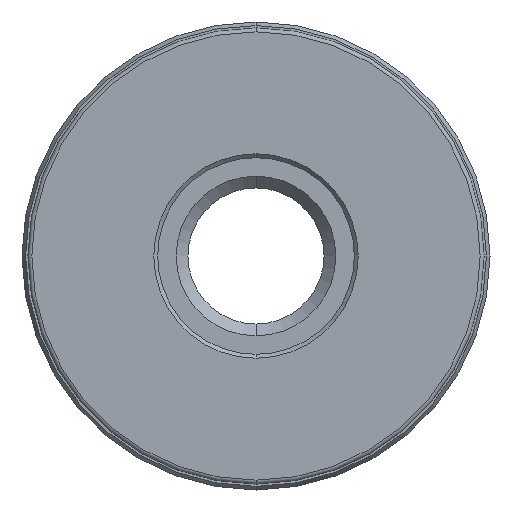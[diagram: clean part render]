
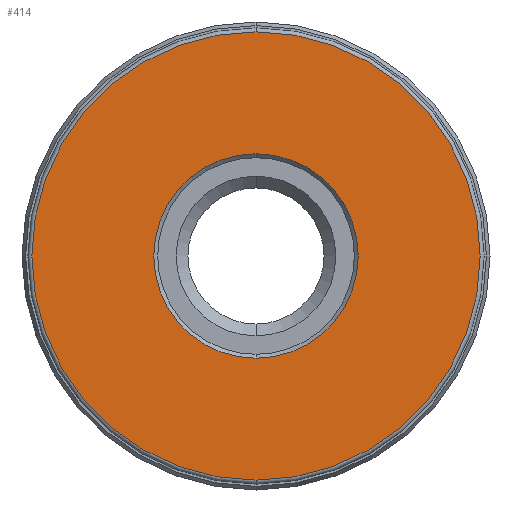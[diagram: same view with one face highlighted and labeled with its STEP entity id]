
A CAD part, front view. The second image highlights one B-rep face of the part: STEP entity #414.
In plain terms, the highlighted planar face has unit normal (0, -1, 0).
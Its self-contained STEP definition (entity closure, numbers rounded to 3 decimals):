
#20 = CARTESIAN_POINT ( 'NONE',  ( 0., 0., 13. ) ) ;
#50 = DIRECTION ( 'NONE',  ( 0., 0., 1. ) ) ;
#56 = PLANE ( 'NONE',  #1284 ) ;
#66 = CARTESIAN_POINT ( 'NONE',  ( -12.5, 0., 0. ) ) ;
#78 = VERTEX_POINT ( 'NONE', #801 ) ;
#99 = DIRECTION ( 'NONE',  ( 0., 1., 0. ) ) ;
#118 = EDGE_LOOP ( 'NONE', ( #499, #455 ) ) ;
#134 = VERTEX_POINT ( 'NONE', #639 ) ;
#225 = DIRECTION ( 'NONE',  ( 0., 0., 1. ) ) ;
#248 = DIRECTION ( 'NONE',  ( 0., 1., 0. ) ) ;
#284 = CARTESIAN_POINT ( 'NONE',  ( 0., 0., 0. ) ) ;
#296 = CARTESIAN_POINT ( 'NONE',  ( 0., 0., 0. ) ) ;
#400 = CIRCLE ( 'NONE', #1267, 28.5 ) ;
#414 = ADVANCED_FACE ( 'NONE', ( #862, #491 ), #56, .F. ) ;
#437 = DIRECTION ( 'NONE',  ( 0., 0., -1. ) ) ;
#455 = ORIENTED_EDGE ( 'NONE', *, *, #621, .T. ) ;
#460 = DIRECTION ( 'NONE',  ( 0., -1., 0. ) ) ;
#465 = EDGE_CURVE ( 'NONE', #78, #964, #400, .T. ) ;
#480 = DIRECTION ( 'NONE',  ( 0., 0., 1. ) ) ;
#489 = EDGE_CURVE ( 'NONE', #134, #702, #1015, .T. ) ;
#491 = FACE_OUTER_BOUND ( 'NONE', #118, .T. ) ;
#499 = ORIENTED_EDGE ( 'NONE', *, *, #465, .T. ) ;
#519 = ORIENTED_EDGE ( 'NONE', *, *, #673, .T. ) ;
#532 = ORIENTED_EDGE ( 'NONE', *, *, #489, .T. ) ;
#556 = CIRCLE ( 'NONE', #839, 28.5 ) ;
#621 = EDGE_CURVE ( 'NONE', #964, #78, #556, .T. ) ;
#628 = CARTESIAN_POINT ( 'NONE',  ( 0., 0., 0. ) ) ;
#639 = CARTESIAN_POINT ( 'NONE',  ( 0., 0., -13. ) ) ;
#668 = AXIS2_PLACEMENT_3D ( 'NONE', #284, #248, #225 ) ;
#673 = EDGE_CURVE ( 'NONE', #702, #134, #1211, .T. ) ;
#702 = VERTEX_POINT ( 'NONE', #20 ) ;
#801 = CARTESIAN_POINT ( 'NONE',  ( 0., 0., -28.5 ) ) ;
#839 = AXIS2_PLACEMENT_3D ( 'NONE', #897, #886, #868 ) ;
#846 = DIRECTION ( 'NONE',  ( 0., 1., 0. ) ) ;
#862 = FACE_BOUND ( 'NONE', #1012, .T. ) ;
#868 = DIRECTION ( 'NONE',  ( 0., 0., -1. ) ) ;
#886 = DIRECTION ( 'NONE',  ( 0., -1., 0. ) ) ;
#897 = CARTESIAN_POINT ( 'NONE',  ( 0., 0., 0. ) ) ;
#964 = VERTEX_POINT ( 'NONE', #1259 ) ;
#1012 = EDGE_LOOP ( 'NONE', ( #532, #519 ) ) ;
#1015 = CIRCLE ( 'NONE', #1110, 13. ) ;
#1110 = AXIS2_PLACEMENT_3D ( 'NONE', #628, #846, #480 ) ;
#1211 = CIRCLE ( 'NONE', #668, 13. ) ;
#1259 = CARTESIAN_POINT ( 'NONE',  ( 0., 0., 28.5 ) ) ;
#1267 = AXIS2_PLACEMENT_3D ( 'NONE', #296, #460, #437 ) ;
#1284 = AXIS2_PLACEMENT_3D ( 'NONE', #66, #99, #50 ) ;
